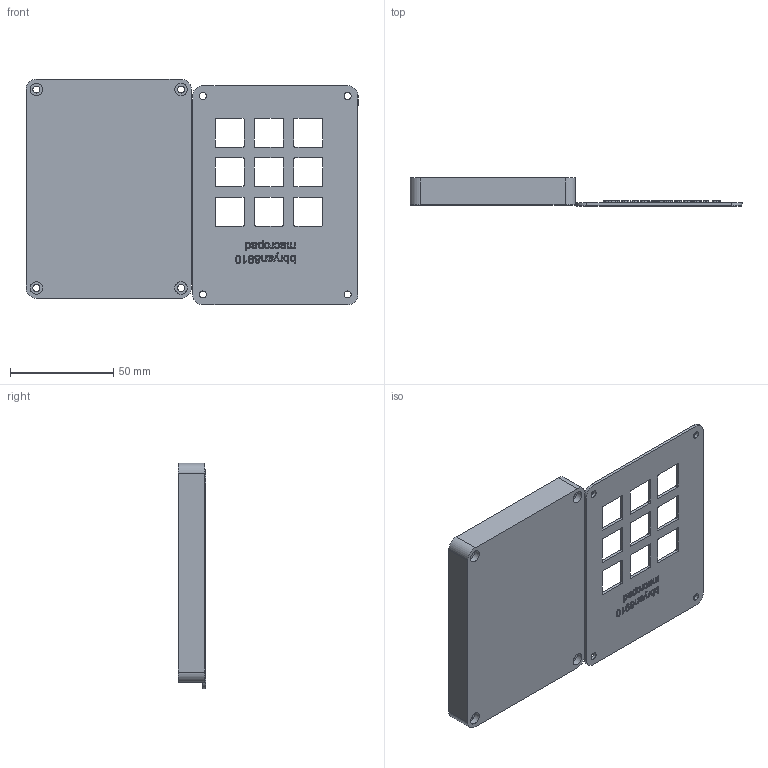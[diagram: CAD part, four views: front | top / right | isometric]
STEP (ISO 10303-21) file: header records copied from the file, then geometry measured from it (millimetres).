
FILE_DESCRIPTION(/* description */ (''),/* implementation_level */ '2;1');
FILE_NAME(/* name */ 'case layout.step',/* time_stamp */ '2026-01-06T23:19:09-06:00',/* author */ (''),/* organization */ (''),/* preprocessor_version */ 'ST-DEVELOPER v20.1',/* originating_system */ 'Autodesk Translation Framework v14.21.0.0',/* authorisation */ '');
FILE_SCHEMA (('AUTOMOTIVE_DESIGN { 1 0 10303 214 3 1 1 }'));
Length unit declared in the file: millimetre
Products named in the file (4): case layout; 2025-12-07-00-39-37-076; 2025-12-06-23-06-19-863; 2025-12-06-11-34-52-260
Assembly tree (3 placements, depth 3):
  case layout
    2025-12-07-00-39-37-076
      2025-12-06-23-06-19-863
      2025-12-06-11-34-52-260
Bounding box: 160.59 x 13.46 x 109.12 mm (x, y, z)
Volume: 64958.2 mm3; surface area: 40143.1 mm2
Topology: 2 solids, 2 shells, 885 faces, 2478 edges, 1652 vertices
Faces by surface type: bspline 590, plane 239, cylinder 56
Full cylindrical faces by diameter (mm): 3.4 x8, 6 x4
Entity records: 34044 total; most frequent: CARTESIAN_POINT 15052, ORIENTED_EDGE 4956, EDGE_CURVE 2478, DIRECTION 2014, VERTEX_POINT 1652, LINE 1186, VECTOR 1186, B_SPLINE_CURVE_WITH_KNOTS 1180
